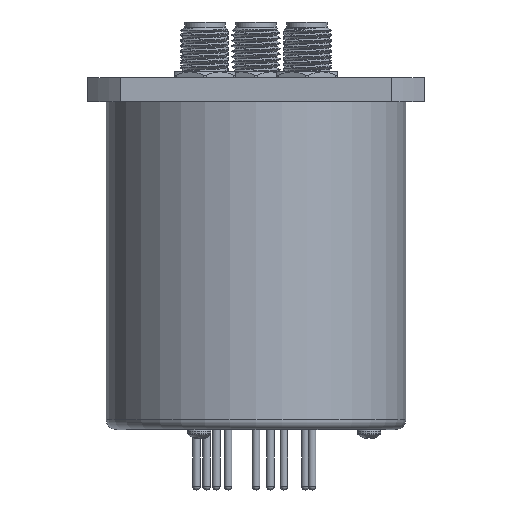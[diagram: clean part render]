
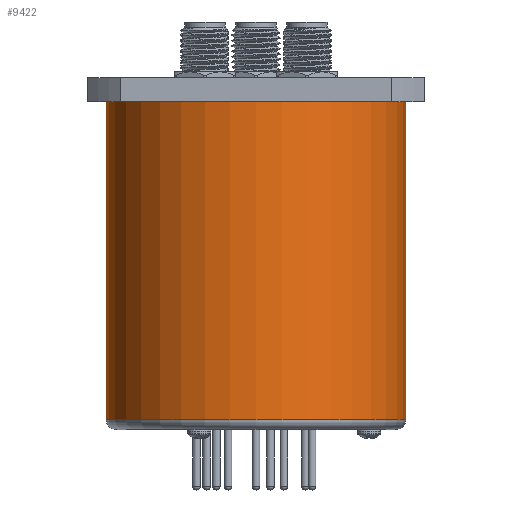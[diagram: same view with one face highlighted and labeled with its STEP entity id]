
A CAD part, front view. The second image highlights one B-rep face of the part: STEP entity #9422.
In plain terms, the highlighted cylindrical face has radius 19.8 mm (diameter 39.6 mm), a full revolution.
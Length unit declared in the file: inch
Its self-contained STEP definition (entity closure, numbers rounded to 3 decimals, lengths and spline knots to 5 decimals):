
#779 = AXIS2_PLACEMENT_3D ( 'NONE', #3274, #13782, #7753 ) ;
#980 = CARTESIAN_POINT ( 'NONE',  ( 0.52988, 0.57174, -0.33048 ) ) ;
#1165 = EDGE_CURVE ( 'NONE', #5045, #17915, #3985, .T. ) ;
#1679 = VERTEX_POINT ( 'NONE', #19243 ) ;
#1753 = VERTEX_POINT ( 'NONE', #3390 ) ;
#1944 = CIRCLE ( 'NONE', #12816, 0.77953 ) ;
#2800 = DIRECTION ( 'NONE',  ( 1., 0., 0. ) ) ;
#3066 = EDGE_CURVE ( 'NONE', #17915, #1679, #1944, .T. ) ;
#3274 = CARTESIAN_POINT ( 'NONE',  ( 0., 0., -0.125 ) ) ;
#3390 = CARTESIAN_POINT ( 'NONE',  ( 0.77953, 0., -1.78071 ) ) ;
#3526 = LINE ( 'NONE', #8301, #15352 ) ;
#3985 = LINE ( 'NONE', #980, #5628 ) ;
#4111 = EDGE_LOOP ( 'NONE', ( #15487 ) ) ;
#4313 = VERTEX_POINT ( 'NONE', #6610 ) ;
#5045 = VERTEX_POINT ( 'NONE', #5293 ) ;
#5203 = CARTESIAN_POINT ( 'NONE',  ( 0., 0., -1.59023 ) ) ;
#5293 = CARTESIAN_POINT ( 'NONE',  ( 0.52988, 0.57174, -0.33048 ) ) ;
#5516 = DIRECTION ( 'NONE',  ( 0., 0., 1. ) ) ;
#5628 = VECTOR ( 'NONE', #8468, 39.37008 ) ;
#5915 = CARTESIAN_POINT ( 'NONE',  ( 0.52988, 0.57174, -1.59023 ) ) ;
#5934 = VERTEX_POINT ( 'NONE', #7209 ) ;
#6120 = AXIS2_PLACEMENT_3D ( 'NONE', #16135, #5516, #2800 ) ;
#6610 = CARTESIAN_POINT ( 'NONE',  ( -0.52988, 0.57174, -0.33048 ) ) ;
#6614 = EDGE_CURVE ( 'NONE', #5045, #4313, #10351, .T. ) ;
#7209 = CARTESIAN_POINT ( 'NONE',  ( -0.77953, 0., -0.125 ) ) ;
#7753 = DIRECTION ( 'NONE',  ( -1., 0., 0. ) ) ;
#8301 = CARTESIAN_POINT ( 'NONE',  ( -0.52988, 0.57174, -1.59023 ) ) ;
#8468 = DIRECTION ( 'NONE',  ( 0., 0., -1. ) ) ;
#8989 = CARTESIAN_POINT ( 'NONE',  ( 0., 0., -1.83071 ) ) ;
#9422 = ADVANCED_FACE ( 'NONE', ( #16378, #10343, #13066 ), #14725, .T. ) ;
#10343 = FACE_OUTER_BOUND ( 'NONE', #18073, .T. ) ;
#10351 = CIRCLE ( 'NONE', #15924, 0.77953 ) ;
#10398 = CIRCLE ( 'NONE', #779, 0.77953 ) ;
#10943 = DIRECTION ( 'NONE',  ( 0., 0., 1. ) ) ;
#11389 = AXIS2_PLACEMENT_3D ( 'NONE', #8989, #16470, #11805 ) ;
#11687 = ORIENTED_EDGE ( 'NONE', *, *, #1165, .F. ) ;
#11805 = DIRECTION ( 'NONE',  ( 1., 0., 0. ) ) ;
#12057 = EDGE_CURVE ( 'NONE', #1679, #4313, #3526, .T. ) ;
#12342 = EDGE_CURVE ( 'NONE', #5934, #5934, #10398, .T. ) ;
#12816 = AXIS2_PLACEMENT_3D ( 'NONE', #5203, #10943, #15322 ) ;
#13066 = FACE_OUTER_BOUND ( 'NONE', #4111, .T. ) ;
#13231 = CARTESIAN_POINT ( 'NONE',  ( 0., 0., -0.33048 ) ) ;
#13757 = ORIENTED_EDGE ( 'NONE', *, *, #12057, .F. ) ;
#13782 = DIRECTION ( 'NONE',  ( 0., 0., -1. ) ) ;
#14725 = CYLINDRICAL_SURFACE ( 'NONE', #11389, 0.77953 ) ;
#14786 = DIRECTION ( 'NONE',  ( -0.68, 0.733, 0. ) ) ;
#15322 = DIRECTION ( 'NONE',  ( -0.68, 0.733, 0. ) ) ;
#15352 = VECTOR ( 'NONE', #15686, 39.37008 ) ;
#15438 = CIRCLE ( 'NONE', #6120, 0.77953 ) ;
#15487 = ORIENTED_EDGE ( 'NONE', *, *, #12342, .T. ) ;
#15686 = DIRECTION ( 'NONE',  ( 0., 0., 1. ) ) ;
#15924 = AXIS2_PLACEMENT_3D ( 'NONE', #13231, #19254, #14786 ) ;
#16135 = CARTESIAN_POINT ( 'NONE',  ( 0., 0., -1.78071 ) ) ;
#16378 = FACE_BOUND ( 'NONE', #17937, .T. ) ;
#16470 = DIRECTION ( 'NONE',  ( 0., 0., 1. ) ) ;
#16909 = EDGE_CURVE ( 'NONE', #1753, #1753, #15438, .T. ) ;
#17324 = ORIENTED_EDGE ( 'NONE', *, *, #3066, .F. ) ;
#17915 = VERTEX_POINT ( 'NONE', #5915 ) ;
#17937 = EDGE_LOOP ( 'NONE', ( #13757, #17324, #11687, #18048 ) ) ;
#18048 = ORIENTED_EDGE ( 'NONE', *, *, #6614, .T. ) ;
#18073 = EDGE_LOOP ( 'NONE', ( #18091 ) ) ;
#18091 = ORIENTED_EDGE ( 'NONE', *, *, #16909, .T. ) ;
#19243 = CARTESIAN_POINT ( 'NONE',  ( -0.52988, 0.57174, -1.59023 ) ) ;
#19254 = DIRECTION ( 'NONE',  ( 0., 0., 1. ) ) ;
